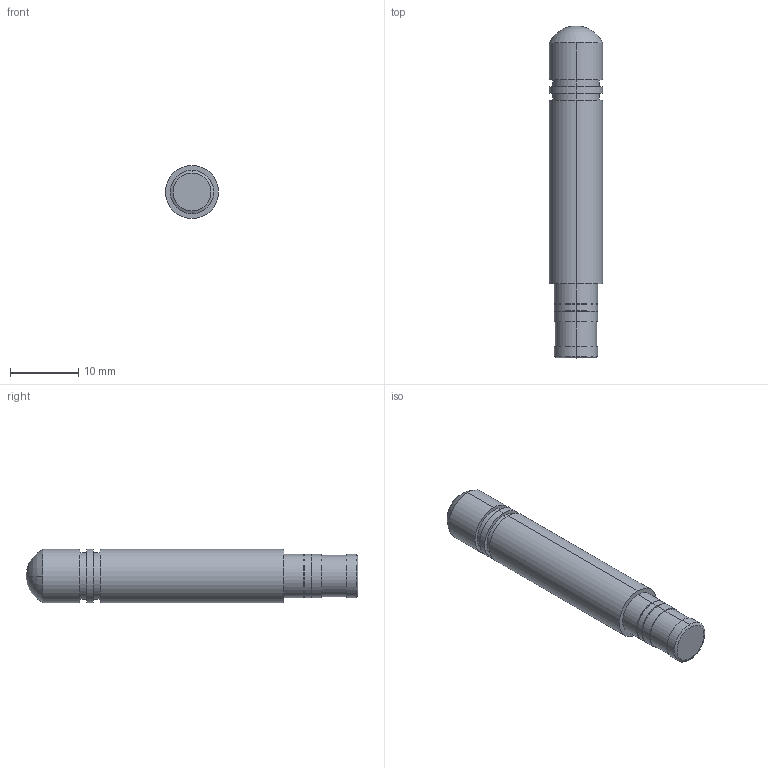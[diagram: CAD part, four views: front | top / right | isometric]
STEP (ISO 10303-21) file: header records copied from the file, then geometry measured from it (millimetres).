
FILE_DESCRIPTION (( 'STEP AP214' ), '1' );
FILE_NAME ('TI.10.0421_web.STEP', '2022-03-21T17:05:07', ( '' ), ( '' ), 'SwSTEP 2.0', 'SolidWorks 2018', '' );
FILE_SCHEMA (( 'AUTOMOTIVE_DESIGN' ));
Length unit declared in the file: millimetre
Products named in the file (1): TI.10.0421_web
Bounding box: 7.8 x 48.8 x 7.8 mm (x, y, z)
Volume: 2075.8 mm3; surface area: 1246.8 mm2
Topology: 1 solids, 1 shells, 40 faces, 82 edges, 53 vertices
Faces by surface type: cylinder 24, plane 12, cone 2, sphere 2
Entity records: 1501 total; most frequent: DIRECTION 214, CARTESIAN_POINT 172, ORIENTED_EDGE 158, AXIS2_PLACEMENT_3D 94, EDGE_CURVE 79, CIRCLE 53, VERTEX_POINT 52, EDGE_LOOP 51
